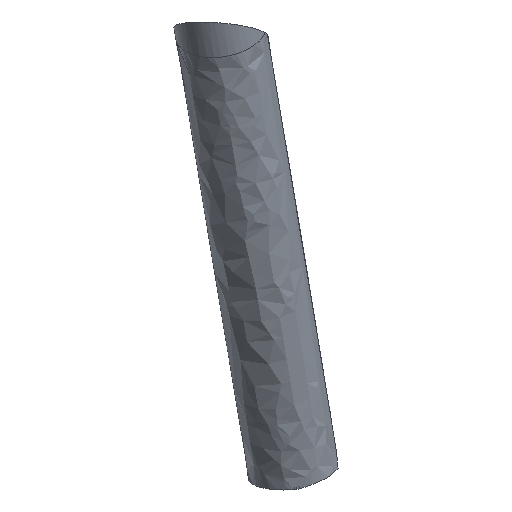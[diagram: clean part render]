
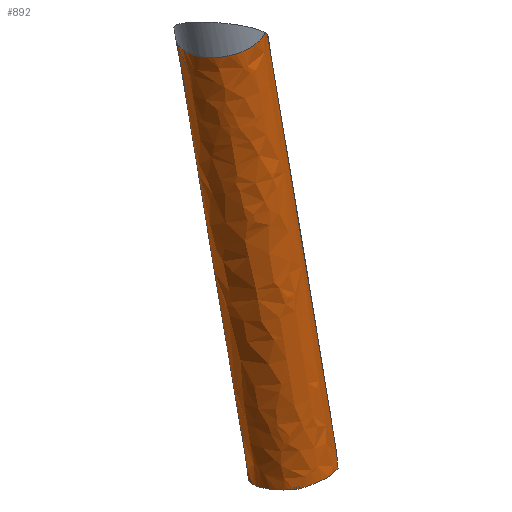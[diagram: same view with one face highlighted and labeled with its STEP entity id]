
A CAD part, left-side view. The second image highlights one B-rep face of the part: STEP entity #892.
In plain terms, the highlighted free-form (B-spline) face has degree [5, 4] with [6, 5] control points.
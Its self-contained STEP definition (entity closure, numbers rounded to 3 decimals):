
#77=CARTESIAN_POINT('Vertex',(-2177.479,296.352,136.792)) ;
#81=CARTESIAN_POINT('Control Point',(-2177.479,296.352,136.792)) ;
#82=CARTESIAN_POINT('Control Point',(-2177.493,296.593,136.772)) ;
#83=CARTESIAN_POINT('Control Point',(-2177.5,296.834,136.755)) ;
#84=CARTESIAN_POINT('Control Point',(-2177.5,297.075,136.739)) ;
#85=CARTESIAN_POINT('Vertex',(-2177.5,297.075,136.739)) ;
#135=CARTESIAN_POINT('Vertex',(-2170.301,285.55,146.835)) ;
#141=CARTESIAN_POINT('Control Point',(-2170.301,285.55,146.835)) ;
#142=CARTESIAN_POINT('Control Point',(-2169.998,285.43,145.771)) ;
#143=CARTESIAN_POINT('Control Point',(-2169.691,285.32,144.706)) ;
#144=CARTESIAN_POINT('Control Point',(-2169.378,285.222,143.634)) ;
#145=CARTESIAN_POINT('Control Point',(-2169.065,285.135,142.565)) ;
#146=CARTESIAN_POINT('Vertex',(-2169.065,285.135,142.565)) ;
#219=CARTESIAN_POINT('Vertex',(-2243.192,329.349,260.567)) ;
#224=CARTESIAN_POINT('Axis2P3D Location',(-2244.9,317.,261.48)) ;
#228=CARTESIAN_POINT('Vertex',(-2248.277,304.967,261.239)) ;
#293=CARTESIAN_POINT('Control Point',(-2245.561,304.389,260.808)) ;
#294=CARTESIAN_POINT('Control Point',(-2246.108,304.471,260.893)) ;
#295=CARTESIAN_POINT('Control Point',(-2246.654,304.57,260.978)) ;
#296=CARTESIAN_POINT('Control Point',(-2247.197,304.685,261.065)) ;
#297=CARTESIAN_POINT('Control Point',(-2247.739,304.818,261.152)) ;
#298=CARTESIAN_POINT('Control Point',(-2248.277,304.967,261.239)) ;
#299=CARTESIAN_POINT('Vertex',(-2245.561,304.389,260.808)) ;
#464=CARTESIAN_POINT('Control Point',(-2169.065,285.135,142.565)) ;
#465=CARTESIAN_POINT('Control Point',(-2171.835,285.758,141.53)) ;
#466=CARTESIAN_POINT('Control Point',(-2174.44,287.213,140.311)) ;
#467=CARTESIAN_POINT('Control Point',(-2176.493,289.599,139.002)) ;
#468=CARTESIAN_POINT('Control Point',(-2177.5,292.58,137.849)) ;
#469=CARTESIAN_POINT('Control Point',(-2177.5,295.652,136.983)) ;
#470=CARTESIAN_POINT('Vertex',(-2177.5,295.652,136.983)) ;
#511=CARTESIAN_POINT('Control Point',(-2177.479,296.352,136.792)) ;
#512=CARTESIAN_POINT('Control Point',(-2177.493,296.119,136.853)) ;
#513=CARTESIAN_POINT('Control Point',(-2177.5,295.885,136.917)) ;
#514=CARTESIAN_POINT('Control Point',(-2177.5,295.652,136.983)) ;
#754=CARTESIAN_POINT('Vertex',(-2165.242,309.837,142.52)) ;
#758=CARTESIAN_POINT('Control Point',(-2243.192,329.349,260.567)) ;
#759=CARTESIAN_POINT('Control Point',(-2227.602,325.447,236.957)) ;
#760=CARTESIAN_POINT('Control Point',(-2212.01,321.544,213.344)) ;
#761=CARTESIAN_POINT('Control Point',(-2196.423,317.642,189.74)) ;
#762=CARTESIAN_POINT('Control Point',(-2180.832,313.74,166.129)) ;
#763=CARTESIAN_POINT('Control Point',(-2165.242,309.837,142.52)) ;
#766=CARTESIAN_POINT('Control Point',(-2245.561,304.389,260.808)) ;
#767=CARTESIAN_POINT('Control Point',(-2230.509,300.621,238.013)) ;
#768=CARTESIAN_POINT('Control Point',(-2215.455,296.853,215.216)) ;
#769=CARTESIAN_POINT('Control Point',(-2200.406,293.086,192.425)) ;
#770=CARTESIAN_POINT('Control Point',(-2185.353,289.318,169.63)) ;
#771=CARTESIAN_POINT('Control Point',(-2170.301,285.55,146.835)) ;
#822=CARTESIAN_POINT('Control Point',(-2246.608,304.651,262.393)) ;
#823=CARTESIAN_POINT('Control Point',(-2256.941,305.564,255.419)) ;
#824=CARTESIAN_POINT('Control Point',(-2260.4,318.37,251.019)) ;
#825=CARTESIAN_POINT('Control Point',(-2253.525,330.262,253.592)) ;
#826=CARTESIAN_POINT('Control Point',(-2243.192,329.349,260.567)) ;
#827=CARTESIAN_POINT('Control Point',(-2230.628,300.651,238.193)) ;
#828=CARTESIAN_POINT('Control Point',(-2240.961,301.564,231.219)) ;
#829=CARTESIAN_POINT('Control Point',(-2244.42,314.37,226.819)) ;
#830=CARTESIAN_POINT('Control Point',(-2237.545,326.262,229.392)) ;
#831=CARTESIAN_POINT('Control Point',(-2227.212,325.349,236.367)) ;
#832=CARTESIAN_POINT('Control Point',(-2214.646,296.65,213.99)) ;
#833=CARTESIAN_POINT('Control Point',(-2224.979,297.564,207.015)) ;
#834=CARTESIAN_POINT('Control Point',(-2228.437,310.369,202.615)) ;
#835=CARTESIAN_POINT('Control Point',(-2221.563,322.262,205.189)) ;
#836=CARTESIAN_POINT('Control Point',(-2211.23,321.348,212.163)) ;
#837=CARTESIAN_POINT('Control Point',(-2198.669,292.651,189.795)) ;
#838=CARTESIAN_POINT('Control Point',(-2209.002,293.565,182.821)) ;
#839=CARTESIAN_POINT('Control Point',(-2212.461,306.37,178.42)) ;
#840=CARTESIAN_POINT('Control Point',(-2205.586,318.263,180.994)) ;
#841=CARTESIAN_POINT('Control Point',(-2195.253,317.349,187.968)) ;
#842=CARTESIAN_POINT('Control Point',(-2182.688,288.651,165.593)) ;
#843=CARTESIAN_POINT('Control Point',(-2193.021,289.564,158.619)) ;
#844=CARTESIAN_POINT('Control Point',(-2196.48,302.37,154.219)) ;
#845=CARTESIAN_POINT('Control Point',(-2189.605,314.262,156.792)) ;
#846=CARTESIAN_POINT('Control Point',(-2179.272,313.349,163.767)) ;
#847=CARTESIAN_POINT('Control Point',(-2166.708,284.651,141.393)) ;
#848=CARTESIAN_POINT('Control Point',(-2177.041,285.564,134.419)) ;
#849=CARTESIAN_POINT('Control Point',(-2180.5,298.37,130.019)) ;
#850=CARTESIAN_POINT('Control Point',(-2173.625,310.262,132.592)) ;
#851=CARTESIAN_POINT('Control Point',(-2163.292,309.349,139.567)) ;
#853=CARTESIAN_POINT('Control Point',(-2166.071,309.887,142.109)) ;
#854=CARTESIAN_POINT('Control Point',(-2165.778,309.877,142.214)) ;
#855=CARTESIAN_POINT('Control Point',(-2165.501,309.861,142.355)) ;
#856=CARTESIAN_POINT('Control Point',(-2165.242,309.837,142.52)) ;
#857=CARTESIAN_POINT('Vertex',(-2166.071,309.887,142.109)) ;
#861=CARTESIAN_POINT('Control Point',(-2166.071,309.887,142.109)) ;
#862=CARTESIAN_POINT('Control Point',(-2166.084,309.782,141.188)) ;
#863=CARTESIAN_POINT('Control Point',(-2166.096,309.645,140.268)) ;
#864=CARTESIAN_POINT('Control Point',(-2166.108,309.476,139.353)) ;
#865=CARTESIAN_POINT('Vertex',(-2166.108,309.476,139.353)) ;
#869=CARTESIAN_POINT('Control Point',(-2166.108,309.476,139.353)) ;
#870=CARTESIAN_POINT('Control Point',(-2167.794,309.336,138.859)) ;
#871=CARTESIAN_POINT('Control Point',(-2169.488,308.908,138.381)) ;
#872=CARTESIAN_POINT('Control Point',(-2171.124,308.172,137.936)) ;
#873=CARTESIAN_POINT('Control Point',(-2174.19,306.046,137.154)) ;
#874=CARTESIAN_POINT('Control Point',(-2176.345,302.854,136.716)) ;
#875=CARTESIAN_POINT('Control Point',(-2177.12,300.996,136.605)) ;
#876=CARTESIAN_POINT('Control Point',(-2177.5,299.03,136.615)) ;
#877=CARTESIAN_POINT('Control Point',(-2177.5,297.075,136.739)) ;
#225=DIRECTION('Axis2P3D Direction',(0.546,-0.137,-0.827)) ;
#226=AXIS2_PLACEMENT_3D('Circle Axis2P3D',#224,#225,$) ;
#880=ORIENTED_EDGE('',*,*,#859,.F.) ;
#881=ORIENTED_EDGE('',*,*,#867,.T.) ;
#882=ORIENTED_EDGE('',*,*,#878,.T.) ;
#883=ORIENTED_EDGE('',*,*,#87,.F.) ;
#884=ORIENTED_EDGE('',*,*,#515,.T.) ;
#885=ORIENTED_EDGE('',*,*,#472,.F.) ;
#886=ORIENTED_EDGE('',*,*,#148,.F.) ;
#887=ORIENTED_EDGE('',*,*,#772,.F.) ;
#888=ORIENTED_EDGE('',*,*,#301,.T.) ;
#889=ORIENTED_EDGE('',*,*,#230,.T.) ;
#890=ORIENTED_EDGE('',*,*,#764,.T.) ;
#892=ADVANCED_FACE('Corps principal',(#891),#821,.F.) ;
#80=B_SPLINE_CURVE_WITH_KNOTS('',3,(#81,#82,#83,#84),.UNSPECIFIED.,.F.,.U.,(4,4),(27.354,28.582),.UNSPECIFIED.) ;
#140=B_SPLINE_CURVE_WITH_KNOTS('',4,(#141,#142,#143,#144,#145),.UNSPECIFIED.,.F.,.U.,(5,5),(0.,6.477),.UNSPECIFIED.) ;
#292=B_SPLINE_CURVE_WITH_KNOTS('',5,(#293,#294,#295,#296,#297,#298),.UNSPECIFIED.,.F.,.U.,(6,6),(0.,4.078),.UNSPECIFIED.) ;
#463=B_SPLINE_CURVE_WITH_KNOTS('',5,(#464,#465,#466,#467,#468,#469),.UNSPECIFIED.,.F.,.U.,(6,6),(2.48,29.534),.UNSPECIFIED.) ;
#510=B_SPLINE_CURVE_WITH_KNOTS('',3,(#511,#512,#513,#514),.UNSPECIFIED.,.F.,.U.,(4,4),(21.505,22.507),.UNSPECIFIED.) ;
#852=B_SPLINE_CURVE_WITH_KNOTS('',3,(#853,#854,#855,#856),.UNSPECIFIED.,.F.,.U.,(4,4),(0.,1.38),.UNSPECIFIED.) ;
#860=B_SPLINE_CURVE_WITH_KNOTS('',3,(#861,#862,#863,#864),.UNSPECIFIED.,.F.,.U.,(4,4),(1.441,5.434),.UNSPECIFIED.) ;
#868=B_SPLINE_CURVE_WITH_KNOTS('',5,(#869,#870,#871,#872,#873,#874,#875,#876,#877),.UNSPECIFIED.,.F.,.U.,(6,3,6),(1.695,14.563,28.068),.UNSPECIFIED.) ;
#227=CIRCLE('generated circle',#226,12.5) ;
#87=EDGE_CURVE('',#78,#86,#80,.T.) ;
#148=EDGE_CURVE('',#136,#147,#140,.T.) ;
#230=EDGE_CURVE('',#229,#220,#227,.T.) ;
#301=EDGE_CURVE('',#300,#229,#292,.T.) ;
#472=EDGE_CURVE('',#147,#471,#463,.T.) ;
#515=EDGE_CURVE('',#78,#471,#510,.T.) ;
#764=EDGE_CURVE('',#220,#755,#757,.T.) ;
#772=EDGE_CURVE('',#300,#136,#765,.T.) ;
#859=EDGE_CURVE('',#858,#755,#852,.T.) ;
#867=EDGE_CURVE('',#858,#866,#860,.T.) ;
#878=EDGE_CURVE('',#866,#86,#868,.T.) ;
#879=EDGE_LOOP('',(#880,#881,#882,#883,#884,#885,#886,#887,#888,#889,#890)) ;
#891=FACE_OUTER_BOUND('',#879,.T.) ;
#78=VERTEX_POINT('',#77) ;
#86=VERTEX_POINT('',#85) ;
#136=VERTEX_POINT('',#135) ;
#147=VERTEX_POINT('',#146) ;
#220=VERTEX_POINT('',#219) ;
#229=VERTEX_POINT('',#228) ;
#300=VERTEX_POINT('',#299) ;
#471=VERTEX_POINT('',#470) ;
#755=VERTEX_POINT('',#754) ;
#858=VERTEX_POINT('',#857) ;
#866=VERTEX_POINT('',#865) ;
#757=(BOUNDED_CURVE()B_SPLINE_CURVE(5,(#758,#759,#760,#761,#762,#763),.UNSPECIFIED.,.F.,.U.)B_SPLINE_CURVE_WITH_KNOTS((6,6),(0.,142.8),.UNSPECIFIED.)CURVE()GEOMETRIC_REPRESENTATION_ITEM()RATIONAL_B_SPLINE_CURVE((1.,1.,1.,1.,1.,1.))REPRESENTATION_ITEM('')) ;
#765=(BOUNDED_CURVE()B_SPLINE_CURVE(5,(#766,#767,#768,#769,#770,#771),.UNSPECIFIED.,.F.,.U.)B_SPLINE_CURVE_WITH_KNOTS((6,6),(1.918,139.79),.UNSPECIFIED.)CURVE()GEOMETRIC_REPRESENTATION_ITEM()RATIONAL_B_SPLINE_CURVE((1.,1.,1.,1.,1.,1.))REPRESENTATION_ITEM('')) ;
#821=(BOUNDED_SURFACE()B_SPLINE_SURFACE(5,4,((#822,#823,#824,#825,#826),(#827,#828,#829,#830,#831),(#832,#833,#834,#835,#836),(#837,#838,#839,#840,#841),(#842,#843,#844,#845,#846),(#847,#848,#849,#850,#851)),.UNSPECIFIED.,.F.,.F.,.U.)B_SPLINE_SURFACE_WITH_KNOTS((6,6),(5,5),(0.,146.373),(0.,39.27),.UNSPECIFIED.)GEOMETRIC_REPRESENTATION_ITEM()RATIONAL_B_SPLINE_SURFACE(((1.,0.707,0.667,0.707,1.),(1.,0.707,0.667,0.707,1.),(1.,0.707,0.667,0.707,1.),(1.,0.707,0.667,0.707,1.),(1.,0.707,0.667,0.707,1.),(1.,0.707,0.667,0.707,1.)))REPRESENTATION_ITEM('Rational BSpline Surface')SURFACE()) ;
